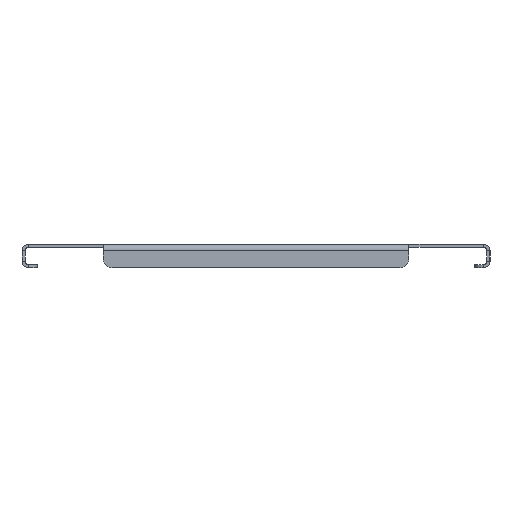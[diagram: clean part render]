
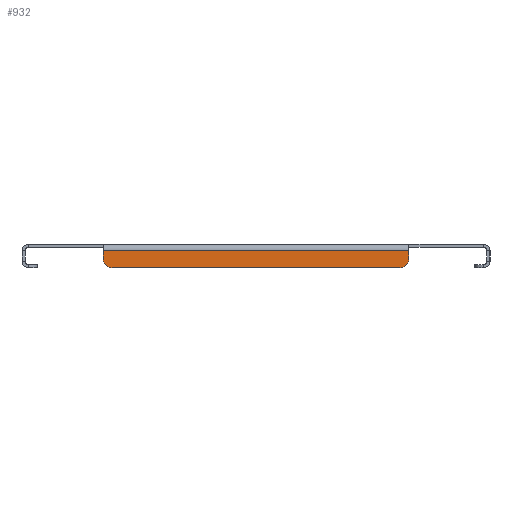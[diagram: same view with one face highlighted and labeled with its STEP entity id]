
A CAD part, left-side view. The second image highlights one B-rep face of the part: STEP entity #932.
In plain terms, the highlighted planar face has unit normal (-1, 0, 0).
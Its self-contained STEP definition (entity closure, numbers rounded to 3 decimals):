
#53 = CARTESIAN_POINT ( 'NONE',  ( -249.5, 92., -9. ) ) ;
#86 = DIRECTION ( 'NONE',  ( 0., 0., -1. ) ) ;
#177 = DIRECTION ( 'NONE',  ( -1., 0., 0. ) ) ;
#329 = CARTESIAN_POINT ( 'NONE',  ( -249.5, 98., -15. ) ) ;
#374 = DIRECTION ( 'NONE',  ( 0., 0., -1. ) ) ;
#409 = CARTESIAN_POINT ( 'NONE',  ( -249.5, -150., -15. ) ) ;
#410 = CARTESIAN_POINT ( 'NONE',  ( -249.5, -98., -15. ) ) ;
#423 = VECTOR ( 'NONE', #1890, 1000. ) ;
#437 = ORIENTED_EDGE ( 'NONE', *, *, #2017, .T. ) ;
#441 = VECTOR ( 'NONE', #2712, 1000. ) ;
#467 = CIRCLE ( 'NONE', #2603, 6. ) ;
#502 = ORIENTED_EDGE ( 'NONE', *, *, #2193, .F. ) ;
#511 = CARTESIAN_POINT ( 'NONE',  ( -249.5, -92., -15. ) ) ;
#570 = ORIENTED_EDGE ( 'NONE', *, *, #1261, .T. ) ;
#643 = VERTEX_POINT ( 'NONE', #1960 ) ;
#692 = PLANE ( 'NONE',  #1708 ) ;
#770 = EDGE_CURVE ( 'NONE', #1594, #643, #2391, .T. ) ;
#791 = LINE ( 'NONE', #329, #2958 ) ;
#839 = EDGE_CURVE ( 'NONE', #1594, #2557, #1298, .T. ) ;
#932 = ADVANCED_FACE ( 'NONE', ( #1373 ), #692, .F. ) ;
#1057 = VECTOR ( 'NONE', #2922, 1000. ) ;
#1106 = CARTESIAN_POINT ( 'NONE',  ( -249.5, 0., 0. ) ) ;
#1213 = DIRECTION ( 'NONE',  ( -1., 0., 0. ) ) ;
#1261 = EDGE_CURVE ( 'NONE', #2767, #2650, #791, .T. ) ;
#1298 = LINE ( 'NONE', #409, #441 ) ;
#1299 = LINE ( 'NONE', #410, #1057 ) ;
#1330 = CARTESIAN_POINT ( 'NONE',  ( -249.5, -92., -9. ) ) ;
#1365 = CARTESIAN_POINT ( 'NONE',  ( -249.5, -98., -4. ) ) ;
#1373 = FACE_OUTER_BOUND ( 'NONE', #1607, .T. ) ;
#1398 = ORIENTED_EDGE ( 'NONE', *, *, #2387, .T. ) ;
#1594 = VERTEX_POINT ( 'NONE', #511 ) ;
#1607 = EDGE_LOOP ( 'NONE', ( #1997, #2555, #1398, #502, #570, #437 ) ) ;
#1641 = CARTESIAN_POINT ( 'NONE',  ( -249.5, -150., -4. ) ) ;
#1708 = AXIS2_PLACEMENT_3D ( 'NONE', #1106, #1830, #2740 ) ;
#1830 = DIRECTION ( 'NONE',  ( 1., 0., 0. ) ) ;
#1879 = CARTESIAN_POINT ( 'NONE',  ( -249.5, 98., -9. ) ) ;
#1890 = DIRECTION ( 'NONE',  ( 0., -1., 0. ) ) ;
#1919 = VERTEX_POINT ( 'NONE', #1365 ) ;
#1960 = CARTESIAN_POINT ( 'NONE',  ( -249.5, -98., -9. ) ) ;
#1997 = ORIENTED_EDGE ( 'NONE', *, *, #839, .F. ) ;
#2017 = EDGE_CURVE ( 'NONE', #2650, #2557, #467, .T. ) ;
#2151 = CARTESIAN_POINT ( 'NONE',  ( -249.5, 92., -15. ) ) ;
#2193 = EDGE_CURVE ( 'NONE', #2767, #1919, #2799, .T. ) ;
#2387 = EDGE_CURVE ( 'NONE', #643, #1919, #1299, .T. ) ;
#2391 = CIRCLE ( 'NONE', #2811, 6. ) ;
#2555 = ORIENTED_EDGE ( 'NONE', *, *, #770, .T. ) ;
#2557 = VERTEX_POINT ( 'NONE', #2151 ) ;
#2603 = AXIS2_PLACEMENT_3D ( 'NONE', #53, #1213, #86 ) ;
#2650 = VERTEX_POINT ( 'NONE', #1879 ) ;
#2672 = DIRECTION ( 'NONE',  ( 0., 0., -1. ) ) ;
#2712 = DIRECTION ( 'NONE',  ( 0., 1., 0. ) ) ;
#2740 = DIRECTION ( 'NONE',  ( 0., 0., -1. ) ) ;
#2752 = CARTESIAN_POINT ( 'NONE',  ( -249.5, 98., -4. ) ) ;
#2767 = VERTEX_POINT ( 'NONE', #2752 ) ;
#2799 = LINE ( 'NONE', #1641, #423 ) ;
#2811 = AXIS2_PLACEMENT_3D ( 'NONE', #1330, #177, #2672 ) ;
#2922 = DIRECTION ( 'NONE',  ( 0., 0., 1. ) ) ;
#2958 = VECTOR ( 'NONE', #374, 1000. ) ;
